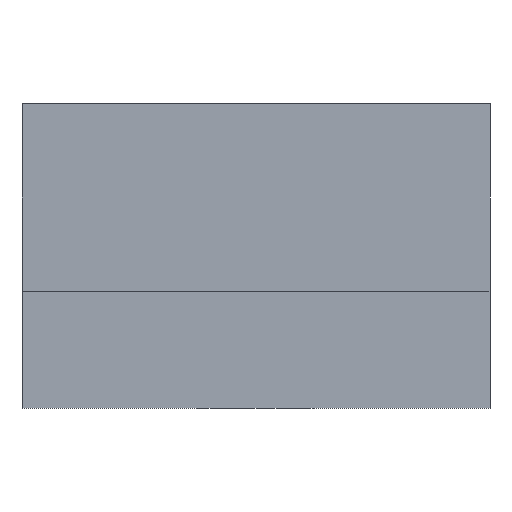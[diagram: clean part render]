
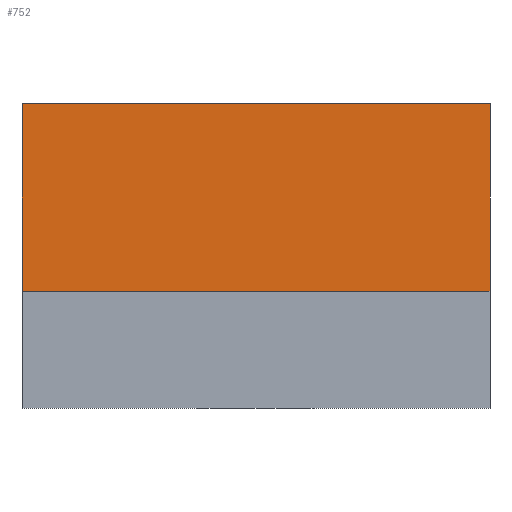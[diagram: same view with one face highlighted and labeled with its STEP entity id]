
A CAD part, left-side view. The second image highlights one B-rep face of the part: STEP entity #752.
In plain terms, the highlighted planar face has unit normal (-1, 0, 0).
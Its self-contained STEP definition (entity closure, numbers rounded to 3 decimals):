
#51 = LINE ( 'NONE', #390, #351 ) ;
#68 = VERTEX_POINT ( 'NONE', #901 ) ;
#78 = ORIENTED_EDGE ( 'NONE', *, *, #980, .F. ) ;
#156 = LINE ( 'NONE', #912, #352 ) ;
#182 = FACE_OUTER_BOUND ( 'NONE', #784, .T. ) ;
#211 = DIRECTION ( 'NONE',  ( 1., 0., 0. ) ) ;
#291 = ORIENTED_EDGE ( 'NONE', *, *, #524, .F. ) ;
#323 = CARTESIAN_POINT ( 'NONE',  ( -24., -10., 8. ) ) ;
#351 = VECTOR ( 'NONE', #789, 1000. ) ;
#352 = VECTOR ( 'NONE', #442, 1000. ) ;
#390 = CARTESIAN_POINT ( 'NONE',  ( -24., -10., 8. ) ) ;
#407 = VECTOR ( 'NONE', #428, 1000. ) ;
#428 = DIRECTION ( 'NONE',  ( 0., 0., -1. ) ) ;
#433 = EDGE_CURVE ( 'NONE', #1054, #68, #866, .T. ) ;
#436 = VERTEX_POINT ( 'NONE', #566 ) ;
#442 = DIRECTION ( 'NONE',  ( 0., -1., 0. ) ) ;
#448 = VECTOR ( 'NONE', #965, 1000. ) ;
#462 = DIRECTION ( 'NONE',  ( 0., 0., -1. ) ) ;
#503 = VERTEX_POINT ( 'NONE', #886 ) ;
#524 = EDGE_CURVE ( 'NONE', #436, #503, #596, .T. ) ;
#566 = CARTESIAN_POINT ( 'NONE',  ( -24., -10., 8. ) ) ;
#596 = LINE ( 'NONE', #323, #407 ) ;
#666 = EDGE_CURVE ( 'NONE', #68, #503, #156, .T. ) ;
#716 = CARTESIAN_POINT ( 'NONE',  ( -24., 10., 8. ) ) ;
#752 = ADVANCED_FACE ( 'NONE', ( #182 ), #849, .F. ) ;
#784 = EDGE_LOOP ( 'NONE', ( #794, #291, #78, #952 ) ) ;
#789 = DIRECTION ( 'NONE',  ( 0., -1., 0. ) ) ;
#791 = AXIS2_PLACEMENT_3D ( 'NONE', #932, #211, #462 ) ;
#792 = CARTESIAN_POINT ( 'NONE',  ( -24., 10., 8. ) ) ;
#794 = ORIENTED_EDGE ( 'NONE', *, *, #666, .T. ) ;
#849 = PLANE ( 'NONE',  #791 ) ;
#866 = LINE ( 'NONE', #792, #448 ) ;
#886 = CARTESIAN_POINT ( 'NONE',  ( -24., -10., 0. ) ) ;
#901 = CARTESIAN_POINT ( 'NONE',  ( -24., 10., 0. ) ) ;
#912 = CARTESIAN_POINT ( 'NONE',  ( -24., -10., 0. ) ) ;
#932 = CARTESIAN_POINT ( 'NONE',  ( -24., -10., 8. ) ) ;
#952 = ORIENTED_EDGE ( 'NONE', *, *, #433, .T. ) ;
#965 = DIRECTION ( 'NONE',  ( 0., 0., -1. ) ) ;
#980 = EDGE_CURVE ( 'NONE', #1054, #436, #51, .T. ) ;
#1054 = VERTEX_POINT ( 'NONE', #716 ) ;
